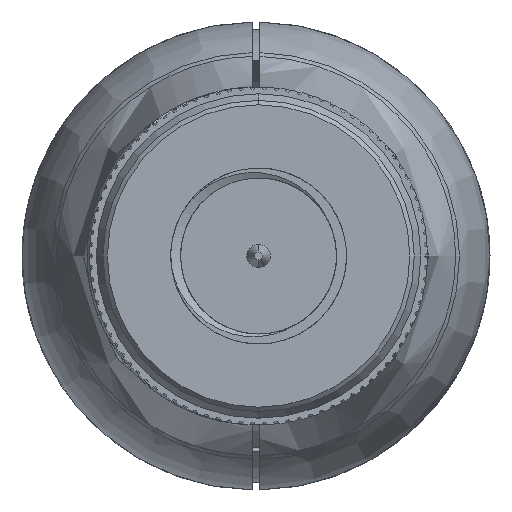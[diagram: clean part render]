
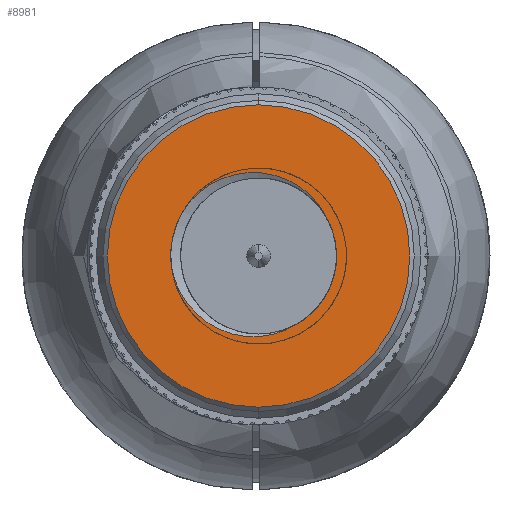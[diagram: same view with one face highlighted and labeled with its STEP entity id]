
A CAD part, front view. The second image highlights one B-rep face of the part: STEP entity #8981.
In plain terms, the highlighted planar face has unit normal (0, -1, 0).
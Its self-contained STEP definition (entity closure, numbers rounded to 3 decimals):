
#18 = CARTESIAN_POINT ( 'NONE',  ( -17.094, -82.743, 142.548 ) ) ;
#133 = CARTESIAN_POINT ( 'NONE',  ( -17.014, -82.743, 148.691 ) ) ;
#176 = CARTESIAN_POINT ( 'NONE',  ( -17.813, -82.743, 142.842 ) ) ;
#443 = CARTESIAN_POINT ( 'NONE',  ( -18.035, -82.743, 142.978 ) ) ;
#957 = DIRECTION ( 'NONE',  ( 0., 0., -1. ) ) ;
#1030 = CARTESIAN_POINT ( 'NONE',  ( -18.772, -82.743, 147.607 ) ) ;
#1154 = CIRCLE ( 'NONE', #4210, 5.815 ) ;
#1178 = CARTESIAN_POINT ( 'NONE',  ( -18.595, -82.743, 147.8 ) ) ;
#1193 = B_SPLINE_CURVE_WITH_KNOTS ( 'NONE', 3,
 ( #6040, #8515, #1178, #2384, #5883, #11042, #15835, #6092, #133, #3719, #1228, #14930, #4876, #12522, #14828, #7394, #3611, #2587, #11193, #2428 ),
 .UNSPECIFIED., .F., .F.,
 ( 4, 2, 2, 2, 2, 2, 2, 2, 2, 4 ),
 ( 0., 0.063, 0.125, 0.25, 0.375, 0.5, 0.625, 0.75, 0.875, 1. ),
 .UNSPECIFIED. ) ;
#1228 = CARTESIAN_POINT ( 'NONE',  ( -16.233, -82.743, 148.774 ) ) ;
#1411 = CARTESIAN_POINT ( 'NONE',  ( -18.772, -82.743, 147.607 ) ) ;
#1576 = VERTEX_POINT ( 'NONE', #6409 ) ;
#1662 = CARTESIAN_POINT ( 'NONE',  ( -19.092, -82.743, 144.116 ) ) ;
#1906 = EDGE_LOOP ( 'NONE', ( #4149, #6744, #9052, #5619 ) ) ;
#2189 = B_SPLINE_CURVE_WITH_KNOTS ( 'NONE', 3,
 ( #3374, #7137, #3423, #8307, #5801, #10733, #13369, #13316, #13259, #1030 ),
 .UNSPECIFIED., .F., .F.,
 ( 4, 2, 2, 2, 4 ),
 ( 0., 0.25, 0.375, 0.5, 1. ),
 .UNSPECIFIED. ) ;
#2203 = DIRECTION ( 'NONE',  ( 0., 0., 1. ) ) ;
#2317 = VERTEX_POINT ( 'NONE', #3373 ) ;
#2323 = VERTEX_POINT ( 'NONE', #4612 ) ;
#2384 = CARTESIAN_POINT ( 'NONE',  ( -18.403, -82.743, 147.977 ) ) ;
#2420 = CARTESIAN_POINT ( 'NONE',  ( -16.322, -82.743, 142.434 ) ) ;
#2428 = CARTESIAN_POINT ( 'NONE',  ( -13.482, -82.743, 147.042 ) ) ;
#2530 = CARTESIAN_POINT ( 'NONE',  ( -18.634, -82.743, 143.482 ) ) ;
#2587 = CARTESIAN_POINT ( 'NONE',  ( -13.743, -82.743, 147.5 ) ) ;
#2622 = DIRECTION ( 'NONE',  ( 0., 1., 0. ) ) ;
#3373 = CARTESIAN_POINT ( 'NONE',  ( -19.437, -82.743, 145.097 ) ) ;
#3374 = CARTESIAN_POINT ( 'NONE',  ( -19.437, -82.743, 145.097 ) ) ;
#3423 = CARTESIAN_POINT ( 'NONE',  ( -19.475, -82.743, 145.542 ) ) ;
#3429 = B_SPLINE_CURVE_WITH_KNOTS ( 'NONE', 3,
 ( #6135, #3710, #9777, #3513, #9826, #2420, #7385, #13468, #18, #11622, #14923, #6558, #176, #443, #8767, #5325, #2530, #4122, #1662, #6608, #12840, #8661 ),
 .UNSPECIFIED., .F., .F.,
 ( 4, 2, 2, 2, 2, 2, 2, 2, 2, 2, 4 ),
 ( 0., 0.125, 0.25, 0.375, 0.437, 0.5, 0.562, 0.625, 0.75, 0.875, 1. ),
 .UNSPECIFIED. ) ;
#3471 = CARTESIAN_POINT ( 'NONE',  ( -16.086, -82.743, 145.552 ) ) ;
#3513 = CARTESIAN_POINT ( 'NONE',  ( -15.545, -82.743, 142.524 ) ) ;
#3611 = CARTESIAN_POINT ( 'NONE',  ( -14.091, -82.743, 147.9 ) ) ;
#3710 = CARTESIAN_POINT ( 'NONE',  ( -14.817, -82.743, 142.805 ) ) ;
#3719 = CARTESIAN_POINT ( 'NONE',  ( -16.494, -82.743, 148.767 ) ) ;
#3888 = EDGE_CURVE ( 'NONE', #9390, #2323, #8654, .T. ) ;
#4122 = CARTESIAN_POINT ( 'NONE',  ( -18.956, -82.743, 143.894 ) ) ;
#4149 = ORIENTED_EDGE ( 'NONE', *, *, #13222, .T. ) ;
#4210 = AXIS2_PLACEMENT_3D ( 'NONE', #6339, #2622, #6185 ) ;
#4612 = CARTESIAN_POINT ( 'NONE',  ( -16.086, -82.743, 151.367 ) ) ;
#4813 = AXIS2_PLACEMENT_3D ( 'NONE', #9512, #10821, #957 ) ;
#4876 = CARTESIAN_POINT ( 'NONE',  ( -15.453, -82.743, 148.663 ) ) ;
#5280 = EDGE_CURVE ( 'NONE', #2323, #9390, #1154, .T. ) ;
#5325 = CARTESIAN_POINT ( 'NONE',  ( -18.45, -82.743, 143.297 ) ) ;
#5399 = VERTEX_POINT ( 'NONE', #11909 ) ;
#5619 = ORIENTED_EDGE ( 'NONE', *, *, #7529, .T. ) ;
#5680 = FACE_BOUND ( 'NONE', #1906, .T. ) ;
#5801 = CARTESIAN_POINT ( 'NONE',  ( -19.442, -82.743, 145.985 ) ) ;
#5883 = CARTESIAN_POINT ( 'NONE',  ( -18.303, -82.743, 148.058 ) ) ;
#6040 = CARTESIAN_POINT ( 'NONE',  ( -18.772, -82.743, 147.607 ) ) ;
#6092 = CARTESIAN_POINT ( 'NONE',  ( -17.266, -82.743, 148.622 ) ) ;
#6099 = DIRECTION ( 'NONE',  ( 0., 1., 0. ) ) ;
#6135 = CARTESIAN_POINT ( 'NONE',  ( -14.598, -82.743, 142.947 ) ) ;
#6152 = ORIENTED_EDGE ( 'NONE', *, *, #3888, .F. ) ;
#6185 = DIRECTION ( 'NONE',  ( 0., 0., -1. ) ) ;
#6339 = CARTESIAN_POINT ( 'NONE',  ( -16.086, -82.743, 145.552 ) ) ;
#6409 = CARTESIAN_POINT ( 'NONE',  ( -14.598, -82.743, 142.947 ) ) ;
#6558 = CARTESIAN_POINT ( 'NONE',  ( -17.699, -82.743, 142.781 ) ) ;
#6608 = CARTESIAN_POINT ( 'NONE',  ( -19.308, -82.743, 144.592 ) ) ;
#6744 = ORIENTED_EDGE ( 'NONE', *, *, #12388, .T. ) ;
#6885 = CARTESIAN_POINT ( 'NONE',  ( -16.086, -82.743, 139.737 ) ) ;
#6993 = VERTEX_POINT ( 'NONE', #1411 ) ;
#7137 = CARTESIAN_POINT ( 'NONE',  ( -19.467, -82.743, 145.318 ) ) ;
#7154 = ORIENTED_EDGE ( 'NONE', *, *, #5280, .F. ) ;
#7385 = CARTESIAN_POINT ( 'NONE',  ( -16.583, -82.743, 142.448 ) ) ;
#7394 = CARTESIAN_POINT ( 'NONE',  ( -14.285, -82.743, 148.072 ) ) ;
#7529 = EDGE_CURVE ( 'NONE', #6993, #5399, #1193, .T. ) ;
#8218 = AXIS2_PLACEMENT_3D ( 'NONE', #3471, #6099, #16115 ) ;
#8307 = CARTESIAN_POINT ( 'NONE',  ( -19.454, -82.743, 145.875 ) ) ;
#8515 = CARTESIAN_POINT ( 'NONE',  ( -18.686, -82.743, 147.706 ) ) ;
#8518 = AXIS2_PLACEMENT_3D ( 'NONE', #10751, #13682, #2203 ) ;
#8654 = CIRCLE ( 'NONE', #4813, 5.815 ) ;
#8661 = CARTESIAN_POINT ( 'NONE',  ( -19.437, -82.743, 145.097 ) ) ;
#8767 = CARTESIAN_POINT ( 'NONE',  ( -18.143, -82.743, 143.054 ) ) ;
#8981 = ADVANCED_FACE ( 'NONE', ( #12482, #5680 ), #14974, .T. ) ;
#9052 = ORIENTED_EDGE ( 'NONE', *, *, #12003, .T. ) ;
#9390 = VERTEX_POINT ( 'NONE', #6885 ) ;
#9512 = CARTESIAN_POINT ( 'NONE',  ( -16.086, -82.743, 145.552 ) ) ;
#9777 = CARTESIAN_POINT ( 'NONE',  ( -15.05, -82.743, 142.692 ) ) ;
#9826 = CARTESIAN_POINT ( 'NONE',  ( -15.801, -82.743, 142.472 ) ) ;
#10733 = CARTESIAN_POINT ( 'NONE',  ( -19.407, -82.743, 146.203 ) ) ;
#10751 = CARTESIAN_POINT ( 'NONE',  ( -16.086, -82.743, 150.702 ) ) ;
#10821 = DIRECTION ( 'NONE',  ( 0., 1., 0. ) ) ;
#11042 = CARTESIAN_POINT ( 'NONE',  ( -17.979, -82.743, 148.294 ) ) ;
#11193 = CARTESIAN_POINT ( 'NONE',  ( -13.598, -82.743, 147.281 ) ) ;
#11227 = CIRCLE ( 'NONE', #8218, 3. ) ;
#11622 = CARTESIAN_POINT ( 'NONE',  ( -17.341, -82.743, 142.626 ) ) ;
#11909 = CARTESIAN_POINT ( 'NONE',  ( -13.482, -82.743, 147.042 ) ) ;
#12003 = EDGE_CURVE ( 'NONE', #2317, #6993, #2189, .T. ) ;
#12388 = EDGE_CURVE ( 'NONE', #1576, #2317, #3429, .T. ) ;
#12482 = FACE_OUTER_BOUND ( 'NONE', #15843, .T. ) ;
#12522 = CARTESIAN_POINT ( 'NONE',  ( -14.956, -82.743, 148.484 ) ) ;
#12840 = CARTESIAN_POINT ( 'NONE',  ( -19.388, -82.743, 144.84 ) ) ;
#13222 = EDGE_CURVE ( 'NONE', #5399, #1576, #11227, .T. ) ;
#13259 = CARTESIAN_POINT ( 'NONE',  ( -19.043, -82.743, 147.253 ) ) ;
#13316 = CARTESIAN_POINT ( 'NONE',  ( -19.242, -82.743, 146.846 ) ) ;
#13369 = CARTESIAN_POINT ( 'NONE',  ( -19.383, -82.743, 146.313 ) ) ;
#13468 = CARTESIAN_POINT ( 'NONE',  ( -16.968, -82.743, 142.517 ) ) ;
#13682 = DIRECTION ( 'NONE',  ( 0., -1., 0. ) ) ;
#14828 = CARTESIAN_POINT ( 'NONE',  ( -14.721, -82.743, 148.365 ) ) ;
#14923 = CARTESIAN_POINT ( 'NONE',  ( -17.464, -82.743, 142.673 ) ) ;
#14930 = CARTESIAN_POINT ( 'NONE',  ( -15.708, -82.743, 148.721 ) ) ;
#14974 = PLANE ( 'NONE',  #8518 ) ;
#15835 = CARTESIAN_POINT ( 'NONE',  ( -17.752, -82.743, 148.421 ) ) ;
#15843 = EDGE_LOOP ( 'NONE', ( #6152, #7154 ) ) ;
#16115 = DIRECTION ( 'NONE',  ( 0., 0., 1. ) ) ;
